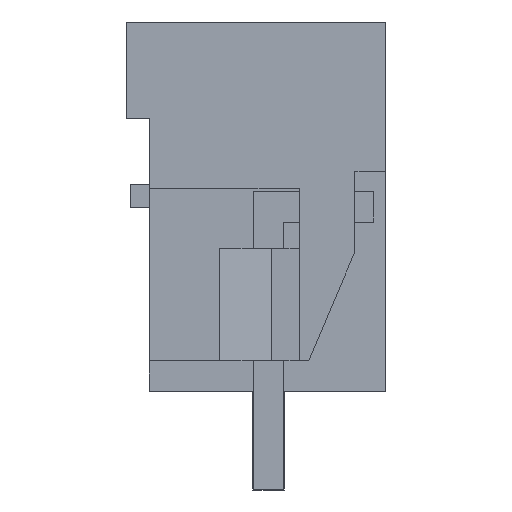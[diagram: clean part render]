
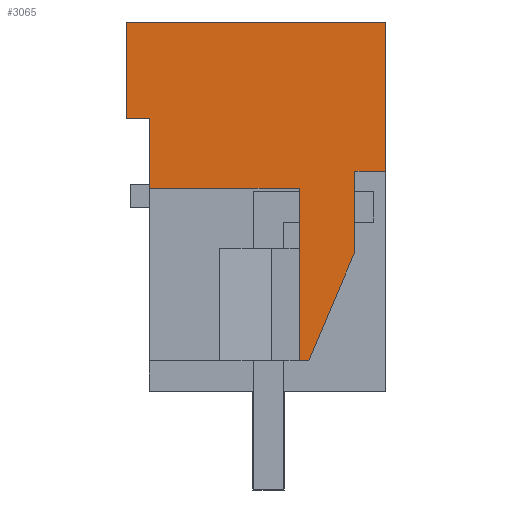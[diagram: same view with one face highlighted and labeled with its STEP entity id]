
A CAD part, left-side view. The second image highlights one B-rep face of the part: STEP entity #3065.
In plain terms, the highlighted planar face has unit normal (-1, 0, 0).
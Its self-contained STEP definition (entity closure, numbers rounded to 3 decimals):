
#2998=AXIS2_PLACEMENT_3D('Plane Axis2P3D',#2995,#2996,#2997) ;
#411=CARTESIAN_POINT('Vertex',(0.,7.68,9.8)) ;
#414=CARTESIAN_POINT('Line Origine',(0.,7.68,10.94)) ;
#418=CARTESIAN_POINT('Vertex',(0.,7.68,12.08)) ;
#2824=CARTESIAN_POINT('Vertex',(0.,2.501,4.2)) ;
#2827=CARTESIAN_POINT('Line Origine',(0.,2.655,4.2)) ;
#2831=CARTESIAN_POINT('Vertex',(0.,2.81,4.2)) ;
#2979=CARTESIAN_POINT('Vertex',(0.,2.81,9.8)) ;
#2982=CARTESIAN_POINT('Line Origine',(0.,5.245,9.8)) ;
#2995=CARTESIAN_POINT('Axis2P3D Location',(0.,8.43,1.7)) ;
#3000=CARTESIAN_POINT('Line Origine',(0.,1.752,5.968)) ;
#3004=CARTESIAN_POINT('Vertex',(0.,1.003,7.735)) ;
#3007=CARTESIAN_POINT('Line Origine',(0.,1.003,9.041)) ;
#3011=CARTESIAN_POINT('Vertex',(0.,1.003,10.346)) ;
#3014=CARTESIAN_POINT('Line Origine',(0.,0.501,10.346)) ;
#3018=CARTESIAN_POINT('Vertex',(0.,0.,10.346)) ;
#3021=CARTESIAN_POINT('Line Origine',(0.,0.,12.773)) ;
#3025=CARTESIAN_POINT('Vertex',(0.,0.,15.2)) ;
#3028=CARTESIAN_POINT('Line Origine',(0.,4.215,15.2)) ;
#3032=CARTESIAN_POINT('Vertex',(0.,8.43,15.2)) ;
#3035=CARTESIAN_POINT('Line Origine',(0.,8.43,13.64)) ;
#3039=CARTESIAN_POINT('Vertex',(0.,8.43,12.08)) ;
#3042=CARTESIAN_POINT('Line Origine',(0.,8.055,12.08)) ;
#3047=CARTESIAN_POINT('Line Origine',(0.,2.81,7.)) ;
#415=DIRECTION('Vector Direction',(0.,0.,-1.)) ;
#2828=DIRECTION('Vector Direction',(0.,1.,0.)) ;
#2983=DIRECTION('Vector Direction',(0.,1.,0.)) ;
#2996=DIRECTION('Axis2P3D Direction',(-1.,0.,0.)) ;
#2997=DIRECTION('Axis2P3D XDirection',(0.,1.,0.)) ;
#3001=DIRECTION('Vector Direction',(0.,0.39,-0.921)) ;
#3008=DIRECTION('Vector Direction',(0.,0.,-1.)) ;
#3015=DIRECTION('Vector Direction',(0.,1.,0.)) ;
#3022=DIRECTION('Vector Direction',(0.,0.,1.)) ;
#3029=DIRECTION('Vector Direction',(0.,1.,0.)) ;
#3036=DIRECTION('Vector Direction',(0.,0.,-1.)) ;
#3043=DIRECTION('Vector Direction',(0.,-1.,0.)) ;
#3048=DIRECTION('Vector Direction',(0.,0.,1.)) ;
#416=VECTOR('Line Direction',#415,1.) ;
#2829=VECTOR('Line Direction',#2828,1.) ;
#2984=VECTOR('Line Direction',#2983,1.) ;
#3002=VECTOR('Line Direction',#3001,1.) ;
#3009=VECTOR('Line Direction',#3008,1.) ;
#3016=VECTOR('Line Direction',#3015,1.) ;
#3023=VECTOR('Line Direction',#3022,1.) ;
#3030=VECTOR('Line Direction',#3029,1.) ;
#3037=VECTOR('Line Direction',#3036,1.) ;
#3044=VECTOR('Line Direction',#3043,1.) ;
#3049=VECTOR('Line Direction',#3048,1.) ;
#3053=ORIENTED_EDGE('',*,*,#2833,.F.) ;
#3054=ORIENTED_EDGE('',*,*,#3006,.F.) ;
#3055=ORIENTED_EDGE('',*,*,#3013,.F.) ;
#3056=ORIENTED_EDGE('',*,*,#3020,.F.) ;
#3057=ORIENTED_EDGE('',*,*,#3027,.T.) ;
#3058=ORIENTED_EDGE('',*,*,#3034,.T.) ;
#3059=ORIENTED_EDGE('',*,*,#3041,.T.) ;
#3060=ORIENTED_EDGE('',*,*,#3046,.T.) ;
#3061=ORIENTED_EDGE('',*,*,#420,.T.) ;
#3062=ORIENTED_EDGE('',*,*,#2986,.F.) ;
#3063=ORIENTED_EDGE('',*,*,#3051,.F.) ;
#3065=ADVANCED_FACE('HOUSING',(#3064),#2999,.T.) ;
#420=EDGE_CURVE('',#419,#412,#417,.T.) ;
#2833=EDGE_CURVE('',#2825,#2832,#2830,.T.) ;
#2986=EDGE_CURVE('',#2980,#412,#2985,.T.) ;
#3006=EDGE_CURVE('',#3005,#2825,#3003,.T.) ;
#3013=EDGE_CURVE('',#3012,#3005,#3010,.T.) ;
#3020=EDGE_CURVE('',#3019,#3012,#3017,.T.) ;
#3027=EDGE_CURVE('',#3019,#3026,#3024,.T.) ;
#3034=EDGE_CURVE('',#3026,#3033,#3031,.T.) ;
#3041=EDGE_CURVE('',#3033,#3040,#3038,.T.) ;
#3046=EDGE_CURVE('',#3040,#419,#3045,.T.) ;
#3051=EDGE_CURVE('',#2832,#2980,#3050,.T.) ;
#3052=EDGE_LOOP('',(#3053,#3054,#3055,#3056,#3057,#3058,#3059,#3060,#3061,#3062,#3063)) ;
#3064=FACE_OUTER_BOUND('',#3052,.T.) ;
#417=LINE('Line',#414,#416) ;
#2830=LINE('Line',#2827,#2829) ;
#2985=LINE('Line',#2982,#2984) ;
#3003=LINE('Line',#3000,#3002) ;
#3010=LINE('Line',#3007,#3009) ;
#3017=LINE('Line',#3014,#3016) ;
#3024=LINE('Line',#3021,#3023) ;
#3031=LINE('Line',#3028,#3030) ;
#3038=LINE('Line',#3035,#3037) ;
#3045=LINE('Line',#3042,#3044) ;
#3050=LINE('Line',#3047,#3049) ;
#2999=PLANE('',#2998) ;
#412=VERTEX_POINT('',#411) ;
#419=VERTEX_POINT('',#418) ;
#2825=VERTEX_POINT('',#2824) ;
#2832=VERTEX_POINT('',#2831) ;
#2980=VERTEX_POINT('',#2979) ;
#3005=VERTEX_POINT('',#3004) ;
#3012=VERTEX_POINT('',#3011) ;
#3019=VERTEX_POINT('',#3018) ;
#3026=VERTEX_POINT('',#3025) ;
#3033=VERTEX_POINT('',#3032) ;
#3040=VERTEX_POINT('',#3039) ;
